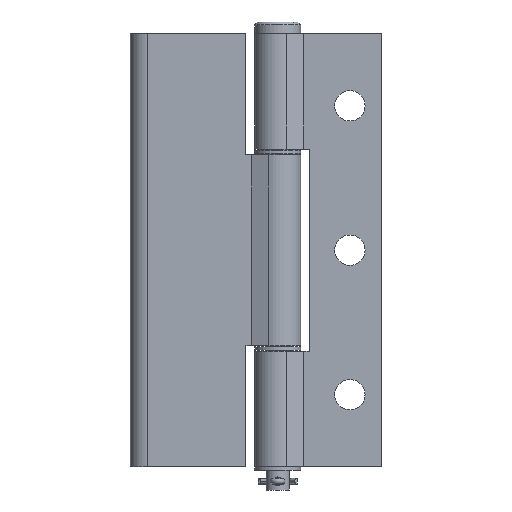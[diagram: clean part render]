
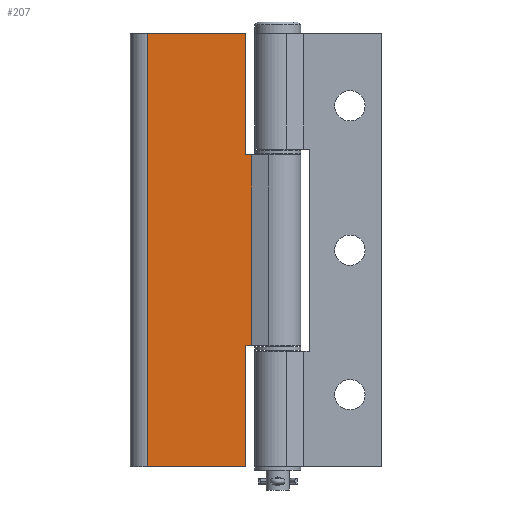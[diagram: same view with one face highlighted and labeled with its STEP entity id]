
A CAD part, front view. The second image highlights one B-rep face of the part: STEP entity #207.
In plain terms, the highlighted planar face has unit normal (0, -1, 0).
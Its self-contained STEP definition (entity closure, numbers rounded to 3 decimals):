
#22 = VERTEX_POINT ( 'NONE', #1128 ) ;
#172 = VERTEX_POINT ( 'NONE', #1431 ) ;
#174 = EDGE_CURVE ( 'NONE', #175, #172, #1430, .T. ) ;
#175 = VERTEX_POINT ( 'NONE', #1426 ) ;
#207 = ADVANCED_FACE ( 'NONE', ( #1287 ), #1286, .F. ) ;
#208 = EDGE_LOOP ( 'NONE', ( #209, #228, #230, #231, #232, #1166, #993, #1182 ) ) ;
#209 = ORIENTED_EDGE ( 'NONE', *, *, #210, .T. ) ;
#210 = EDGE_CURVE ( 'NONE', #211, #227, #1281, .T. ) ;
#211 = VERTEX_POINT ( 'NONE', #1277 ) ;
#227 = VERTEX_POINT ( 'NONE', #1362 ) ;
#228 = ORIENTED_EDGE ( 'NONE', *, *, #229, .T. ) ;
#229 = EDGE_CURVE ( 'NONE', #227, #22, #1360, .T. ) ;
#230 = ORIENTED_EDGE ( 'NONE', *, *, #274, .F. ) ;
#231 = ORIENTED_EDGE ( 'NONE', *, *, #247, .T. ) ;
#232 = ORIENTED_EDGE ( 'NONE', *, *, #174, .T. ) ;
#247 = EDGE_CURVE ( 'NONE', #272, #175, #1689, .T. ) ;
#272 = VERTEX_POINT ( 'NONE', #1587 ) ;
#274 = EDGE_CURVE ( 'NONE', #272, #22, #1586, .T. ) ;
#993 = ORIENTED_EDGE ( 'NONE', *, *, #1180, .T. ) ;
#1034 = CARTESIAN_POINT ( 'NONE',  ( -11., -5., 75. ) ) ;
#1128 = CARTESIAN_POINT ( 'NONE',  ( -11., -5., 75. ) ) ;
#1166 = ORIENTED_EDGE ( 'NONE', *, *, #1167, .T. ) ;
#1167 = EDGE_CURVE ( 'NONE', #172, #1258, #2958, .T. ) ;
#1180 = EDGE_CURVE ( 'NONE', #1258, #1181, #2942, .T. ) ;
#1181 = VERTEX_POINT ( 'NONE', #2938 ) ;
#1182 = ORIENTED_EDGE ( 'NONE', *, *, #1183, .F. ) ;
#1183 = EDGE_CURVE ( 'NONE', #211, #1181, #2937, .T. ) ;
#1258 = VERTEX_POINT ( 'NONE', #2926 ) ;
#1277 = CARTESIAN_POINT ( 'NONE',  ( -9., -5., 33. ) ) ;
#1278 = DIRECTION ( 'NONE',  ( -1., 0., 0. ) ) ;
#1279 = VECTOR ( 'NONE', #1278, 1000. ) ;
#1280 = CARTESIAN_POINT ( 'NONE',  ( -45., -5., 33. ) ) ;
#1281 = LINE ( 'NONE', #1280, #1279 ) ;
#1282 = DIRECTION ( 'NONE',  ( -1., 0., 0. ) ) ;
#1283 = DIRECTION ( 'NONE',  ( 0., 1., 0. ) ) ;
#1284 = CARTESIAN_POINT ( 'NONE',  ( -45., -5., 75. ) ) ;
#1285 = AXIS2_PLACEMENT_3D ( 'NONE', #1284, #1283, #1282 ) ;
#1286 = PLANE ( 'NONE',  #1285 ) ;
#1287 = FACE_OUTER_BOUND ( 'NONE', #208, .T. ) ;
#1360 = LINE ( 'NONE', #1034, #1663 ) ;
#1362 = CARTESIAN_POINT ( 'NONE',  ( -11., -5., 33. ) ) ;
#1426 = CARTESIAN_POINT ( 'NONE',  ( -45., -5., -75. ) ) ;
#1427 = DIRECTION ( 'NONE',  ( 1., 0., 0. ) ) ;
#1428 = VECTOR ( 'NONE', #1427, 1000. ) ;
#1429 = CARTESIAN_POINT ( 'NONE',  ( -45., -5., -75. ) ) ;
#1430 = LINE ( 'NONE', #1429, #1428 ) ;
#1431 = CARTESIAN_POINT ( 'NONE',  ( -11., -5., -75. ) ) ;
#1583 = DIRECTION ( 'NONE',  ( 1., 0., 0. ) ) ;
#1584 = VECTOR ( 'NONE', #1583, 1000. ) ;
#1585 = CARTESIAN_POINT ( 'NONE',  ( -45., -5., 75. ) ) ;
#1586 = LINE ( 'NONE', #1585, #1584 ) ;
#1587 = CARTESIAN_POINT ( 'NONE',  ( -45., -5., 75. ) ) ;
#1662 = DIRECTION ( 'NONE',  ( 0., 0., 1. ) ) ;
#1663 = VECTOR ( 'NONE', #1662, 1000. ) ;
#1681 = DIRECTION ( 'NONE',  ( 0., 0., -1. ) ) ;
#1682 = VECTOR ( 'NONE', #1681, 1000. ) ;
#1683 = CARTESIAN_POINT ( 'NONE',  ( -45., -5., 75. ) ) ;
#1689 = LINE ( 'NONE', #1683, #1682 ) ;
#2926 = CARTESIAN_POINT ( 'NONE',  ( -11., -5., -33. ) ) ;
#2937 = LINE ( 'NONE', #2996, #2995 ) ;
#2938 = CARTESIAN_POINT ( 'NONE',  ( -9., -5., -33. ) ) ;
#2939 = DIRECTION ( 'NONE',  ( 1., 0., 0. ) ) ;
#2940 = VECTOR ( 'NONE', #2939, 1000. ) ;
#2941 = CARTESIAN_POINT ( 'NONE',  ( -45., -5., -33. ) ) ;
#2942 = LINE ( 'NONE', #2941, #2940 ) ;
#2950 = DIRECTION ( 'NONE',  ( 0., 0., 1. ) ) ;
#2951 = VECTOR ( 'NONE', #2950, 1000. ) ;
#2952 = CARTESIAN_POINT ( 'NONE',  ( -11., -5., 75. ) ) ;
#2958 = LINE ( 'NONE', #2952, #2951 ) ;
#2994 = DIRECTION ( 'NONE',  ( 0., 0., -1. ) ) ;
#2995 = VECTOR ( 'NONE', #2994, 1000. ) ;
#2996 = CARTESIAN_POINT ( 'NONE',  ( -9., -5., 75. ) ) ;
